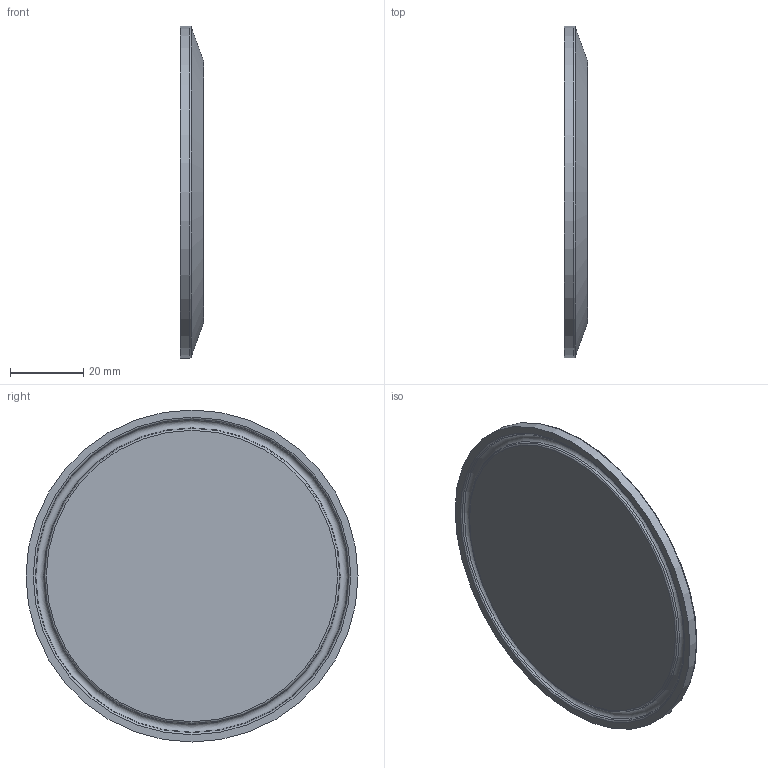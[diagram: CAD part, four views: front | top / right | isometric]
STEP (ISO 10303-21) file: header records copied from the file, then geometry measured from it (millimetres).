
FILE_DESCRIPTION(/* description */ (''),/* implementation_level */ '2;1');
FILE_NAME(/* name */ '16AMP-3.stp',/* time_stamp */ '2019-02-01T13:45:18-05:00',/* author */ ('rick'),/* organization */ (''),/* preprocessor_version */ 'ST-DEVELOPER v15.2',/* originating_system */ 'Autodesk Inventor 2014',/* authorisation */ '');
FILE_SCHEMA (('AUTOMOTIVE_DESIGN { 1 0 10303 214 3 1 1 }'));
Length unit declared in the file: inch
Products named in the file (1): 16AMP-3
Bounding box: 6.35 x 90.91 x 90.91 mm (x, y, z)
Volume: 35842 mm3; surface area: 14378.2 mm2
Topology: 1 solids, 1 shells, 346 faces, 926 edges, 615 vertices
Faces by surface type: plane 171, bspline 166, torus 5, cone 3, cylinder 1
Full cylindrical faces by diameter (mm): 90.907 x1
Entity records: 12068 total; most frequent: CARTESIAN_POINT 4535, ORIENTED_EDGE 1834, DIRECTION 958, EDGE_CURVE 917, VERTEX_POINT 615, LINE 574, VECTOR 574, EDGE_LOOP 388
